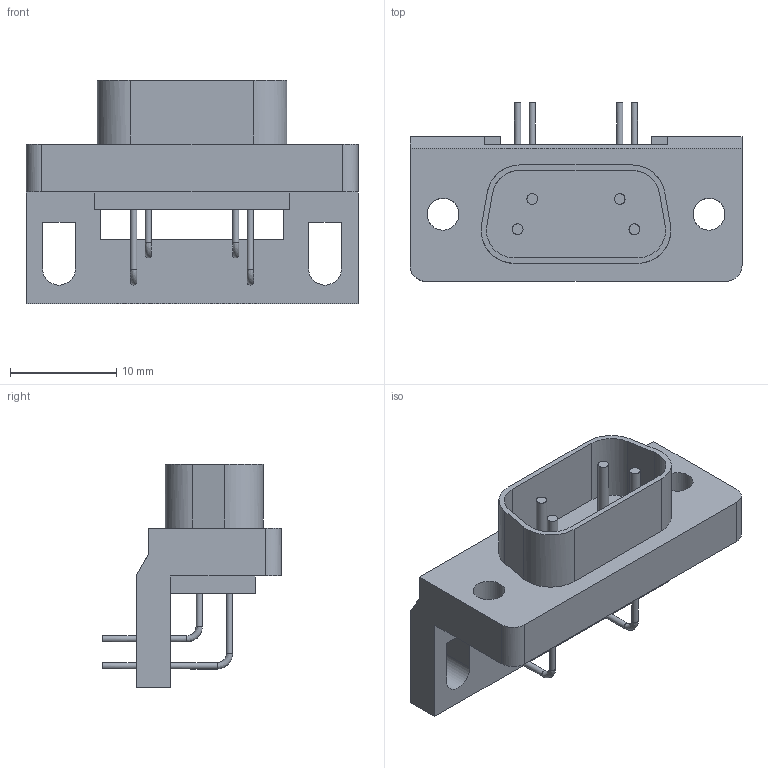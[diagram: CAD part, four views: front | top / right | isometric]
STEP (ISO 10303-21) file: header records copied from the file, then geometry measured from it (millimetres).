
FILE_DESCRIPTION((''),'2;1');
FILE_NAME('0965_Dsub-S_male_angled_9-pins_2_54.stp', '2005-08-22T13:55:37',('User'),('SDRC'),'I-DEAS Master Series 9','UNIX', 'Yes');
FILE_SCHEMA(('AUTOMOTIVE_DESIGN { 1 0 10303 214 1 1 1 1 }'));
Length unit declared in the file: millimetre
Products named in the file (1): 09 65 122 780x
Bounding box: 31.2 x 16.8 x 21 mm (x, y, z)
Volume: 2669.3 mm3; surface area: 2813.2 mm2
Topology: 1 solids, 1 shells, 82 faces, 210 edges, 138 vertices
Faces by surface type: bspline 82
Entity records: 2781 total; most frequent: CARTESIAN_POINT 1395, ORIENTED_EDGE 420, EDGE_CURVE 210, VERTEX_POINT 138, EDGE_LOOP 108, FACE_OUTER_BOUND 82, ADVANCED_FACE 82, OVER_RIDING_STYLED_ITEM 80
